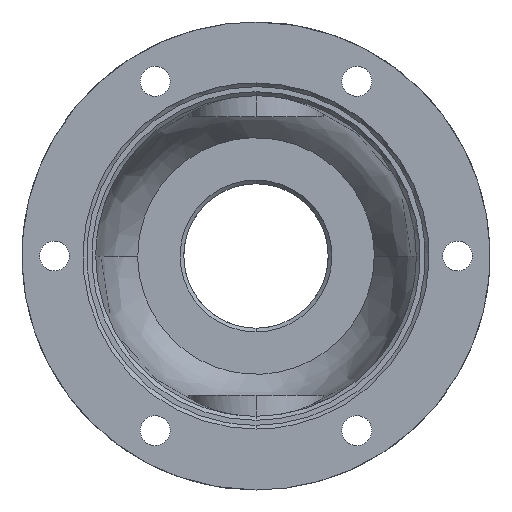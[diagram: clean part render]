
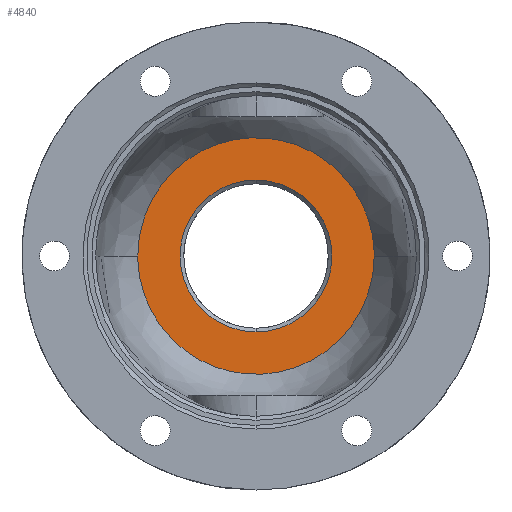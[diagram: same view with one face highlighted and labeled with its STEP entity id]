
A CAD part, left-side view. The second image highlights one B-rep face of the part: STEP entity #4840.
In plain terms, the highlighted free-form (B-spline) face has degree [1, 1] with [2, 2] control points.
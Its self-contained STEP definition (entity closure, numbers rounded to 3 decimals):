
#146 = VERTEX_POINT('',#147);
#147 = CARTESIAN_POINT('',(51.901,-26.509,
    0.));
#160 = EDGE_CURVE('',#146,#161,#163,.T.);
#161 = VERTEX_POINT('',#162);
#162 = CARTESIAN_POINT('',(51.901,26.509,0.));
#163 = ( BOUNDED_CURVE() B_SPLINE_CURVE(2,(#164,#165,#166,#167,#168),
.UNSPECIFIED.,.F.,.F.) B_SPLINE_CURVE_WITH_KNOTS((3,2,3),(4.712
,6.283,7.854),.PIECEWISE_BEZIER_KNOTS.) CURVE() 
GEOMETRIC_REPRESENTATION_ITEM() RATIONAL_B_SPLINE_CURVE((1.,
0.707,1.,0.707,1.)) REPRESENTATION_ITEM('') );
#164 = CARTESIAN_POINT('',(51.901,-26.509,
    0.));
#165 = CARTESIAN_POINT('',(51.901,-26.509,
    -26.509));
#166 = CARTESIAN_POINT('',(51.901,0.,
    -26.509));
#167 = CARTESIAN_POINT('',(51.901,26.509,
    -26.509));
#168 = CARTESIAN_POINT('',(51.901,26.509,
    0.));
#1049 = VERTEX_POINT('',#1050);
#1050 = CARTESIAN_POINT('',(51.901,0.,17.021));
#1055 = EDGE_CURVE('',#1049,#1056,#1058,.T.);
#1056 = VERTEX_POINT('',#1057);
#1057 = CARTESIAN_POINT('',(51.901,0.,
    -17.021));
#1058 = ( BOUNDED_CURVE() B_SPLINE_CURVE(2,(#1059,#1060,#1061,#1062,
#1063),.UNSPECIFIED.,.F.,.F.) B_SPLINE_CURVE_WITH_KNOTS((3,2,3),(0.,
1.571,3.142),.PIECEWISE_BEZIER_KNOTS.) CURVE() 
GEOMETRIC_REPRESENTATION_ITEM() RATIONAL_B_SPLINE_CURVE((1.,
0.707,1.,0.707,1.)) REPRESENTATION_ITEM('') );
#1059 = CARTESIAN_POINT('',(51.901,0.,17.021));
#1060 = CARTESIAN_POINT('',(51.901,-17.021,
    17.021));
#1061 = CARTESIAN_POINT('',(51.901,-17.021,
    0.));
#1062 = CARTESIAN_POINT('',(51.901,-17.021,
    -17.021));
#1063 = CARTESIAN_POINT('',(51.901,0.,
    -17.021));
#4346 = EDGE_CURVE('',#161,#146,#4347,.T.);
#4347 = ( BOUNDED_CURVE() B_SPLINE_CURVE(2,(#4348,#4349,#4350,#4351,
#4352),.UNSPECIFIED.,.F.,.F.) B_SPLINE_CURVE_WITH_KNOTS((3,2,3),(
    1.571,3.142,4.712),
.PIECEWISE_BEZIER_KNOTS.) CURVE() GEOMETRIC_REPRESENTATION_ITEM() 
RATIONAL_B_SPLINE_CURVE((1.,0.707,1.,0.707,1.)) 
REPRESENTATION_ITEM('') );
#4348 = CARTESIAN_POINT('',(51.901,26.509,
    0.));
#4349 = CARTESIAN_POINT('',(51.901,26.509,
    26.509));
#4350 = CARTESIAN_POINT('',(51.901,0.,
    26.509));
#4351 = CARTESIAN_POINT('',(51.901,-26.509,
    26.509));
#4352 = CARTESIAN_POINT('',(51.901,-26.509,
    0.));
#4840 = ADVANCED_FACE('',(#4841,#4852),#4856,.T.);
#4841 = FACE_BOUND('',#4842,.T.);
#4842 = EDGE_LOOP('',(#4843,#4844));
#4843 = ORIENTED_EDGE('',*,*,#1055,.T.);
#4844 = ORIENTED_EDGE('',*,*,#4845,.T.);
#4845 = EDGE_CURVE('',#1056,#1049,#4846,.T.);
#4846 = ( BOUNDED_CURVE() B_SPLINE_CURVE(2,(#4847,#4848,#4849,#4850,
#4851),.UNSPECIFIED.,.F.,.F.) B_SPLINE_CURVE_WITH_KNOTS((3,2,3),(
    3.142,4.712,6.283),
.PIECEWISE_BEZIER_KNOTS.) CURVE() GEOMETRIC_REPRESENTATION_ITEM() 
RATIONAL_B_SPLINE_CURVE((1.,0.707,1.,0.707,1.)) 
REPRESENTATION_ITEM('') );
#4847 = CARTESIAN_POINT('',(51.901,0.,
    -17.021));
#4848 = CARTESIAN_POINT('',(51.901,17.021,
    -17.021));
#4849 = CARTESIAN_POINT('',(51.901,17.021,
    0.));
#4850 = CARTESIAN_POINT('',(51.901,17.021,
    17.021));
#4851 = CARTESIAN_POINT('',(51.901,0.,
    17.021));
#4852 = FACE_BOUND('',#4853,.T.);
#4853 = EDGE_LOOP('',(#4854,#4855));
#4854 = ORIENTED_EDGE('',*,*,#4346,.F.);
#4855 = ORIENTED_EDGE('',*,*,#160,.F.);
#4856 = B_SPLINE_SURFACE_WITH_KNOTS('',1,1,(
    (#4857,#4858)
    ,(#4859,#4860
  )),.UNSPECIFIED.,.F.,.F.,.F.,(2,2),(2,2),(-23.75,23.75),(-47.5,0.),
  .PIECEWISE_BEZIER_KNOTS.);
#4857 = CARTESIAN_POINT('',(51.901,-26.509,
    -26.509));
#4858 = CARTESIAN_POINT('',(51.901,26.509,
    -26.509));
#4859 = CARTESIAN_POINT('',(51.901,-26.509,
    26.509));
#4860 = CARTESIAN_POINT('',(51.901,26.509,
    26.509));
